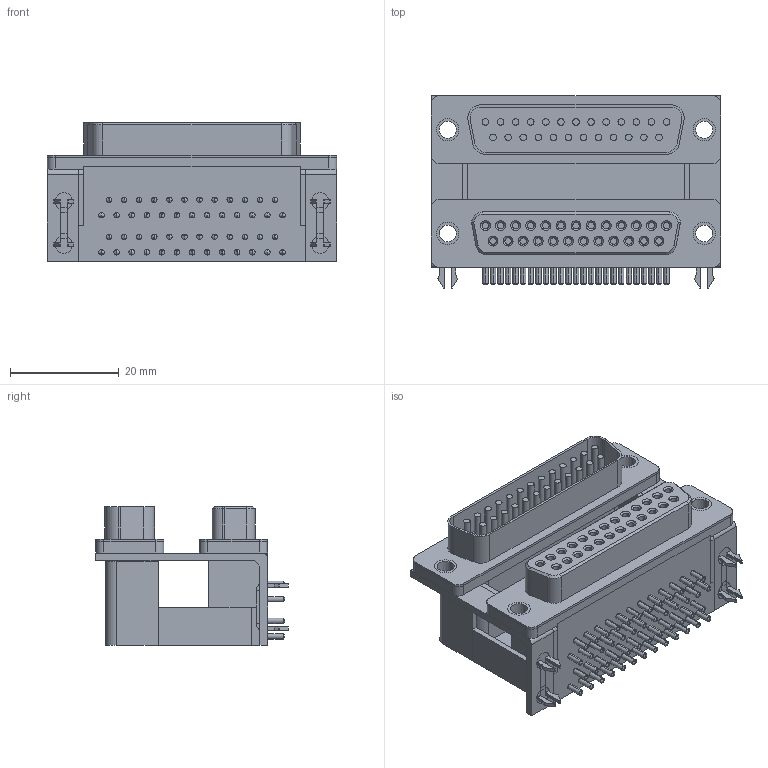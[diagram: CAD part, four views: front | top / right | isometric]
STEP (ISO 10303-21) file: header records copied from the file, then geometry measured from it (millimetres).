
FILE_DESCRIPTION(('STEP AP242'),'1');
FILE_NAME('asub-277-25tp24.stp','2023-05-17T10:55:10',('TraceParts'),('TraceParts S.A.'),'Spatial InterOp 3D',' ',' ');
FILE_SCHEMA(('AP242_MANAGED_MODEL_BASED_3D_ENGINEERING_MIM_LF {1 0 10303 442 1 1 4}'));
Length unit declared in the file: millimetre
Products named in the file (1): asub-277-25tp24_1
Bounding box: 53.1 x 35.35 x 25.5 mm (x, y, z)
Volume: 19936.3 mm3; surface area: 22426.5 mm2
Topology: 50 solids, 50 shells, 953 faces, 2214 edges, 1372 vertices
Faces by surface type: plane 431, cylinder 366, cone 156
Entity records: 26655 total; most frequent: DIRECTION 4908, CARTESIAN_POINT 4489, ORIENTED_EDGE 4228, EDGE_CURVE 2114, AXIS2_PLACEMENT_3D 1791, VERTEX_POINT 1372, LINE 1326, VECTOR 1326
